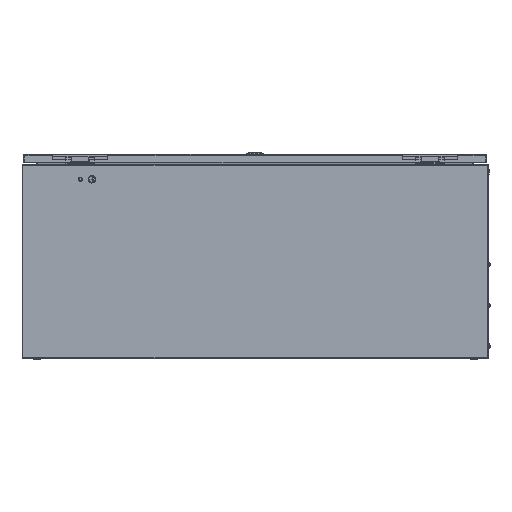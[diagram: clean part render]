
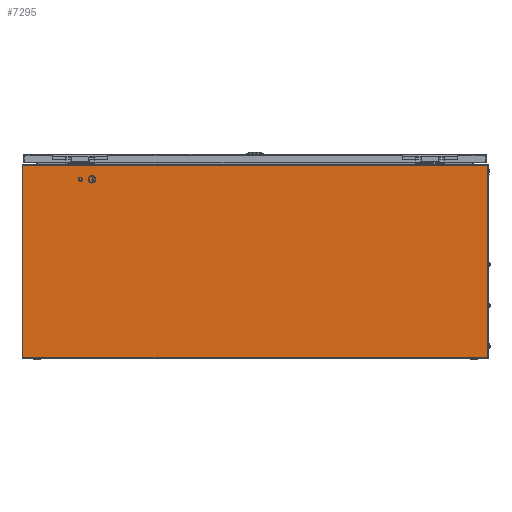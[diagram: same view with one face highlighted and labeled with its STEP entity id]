
A CAD part, left-side view. The second image highlights one B-rep face of the part: STEP entity #7295.
In plain terms, the highlighted planar face has unit normal (-1, 0, 0).
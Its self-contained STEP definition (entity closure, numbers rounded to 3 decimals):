
#2140 = LINE ( 'NONE', #66249, #38509 ) ;
#3466 = DIRECTION ( 'NONE',  ( 0., 0., -1. ) ) ;
#7295 = ADVANCED_FACE ( 'NONE', ( #66550 ), #9348, .F. ) ;
#8365 = ORIENTED_EDGE ( 'NONE', *, *, #62206, .F. ) ;
#9348 = PLANE ( 'NONE',  #49821 ) ;
#10838 = LINE ( 'NONE', #67596, #66590 ) ;
#13852 = EDGE_CURVE ( 'NONE', #90021, #62224, #16046, .T. ) ;
#14700 = ORIENTED_EDGE ( 'NONE', *, *, #47476, .T. ) ;
#16046 = LINE ( 'NONE', #71903, #30386 ) ;
#17117 = DIRECTION ( 'NONE',  ( 0., 0., -1. ) ) ;
#22173 = CARTESIAN_POINT ( 'NONE',  ( 0., 0., 333. ) ) ;
#28330 = VECTOR ( 'NONE', #61091, 1000. ) ;
#30136 = DIRECTION ( 'NONE',  ( 0., -1., 0. ) ) ;
#30386 = VECTOR ( 'NONE', #51316, 1000. ) ;
#30416 = DIRECTION ( 'NONE',  ( 1., 0., 0. ) ) ;
#33090 = CARTESIAN_POINT ( 'NONE',  ( 0., 800., 333. ) ) ;
#35471 = VERTEX_POINT ( 'NONE', #33090 ) ;
#37296 = CARTESIAN_POINT ( 'NONE',  ( 0., 0., 333. ) ) ;
#38509 = VECTOR ( 'NONE', #30136, 1000. ) ;
#47359 = CARTESIAN_POINT ( 'NONE',  ( 0., 800., 333. ) ) ;
#47476 = EDGE_CURVE ( 'NONE', #35471, #90021, #53764, .T. ) ;
#49821 = AXIS2_PLACEMENT_3D ( 'NONE', #37296, #30416, #17117 ) ;
#51316 = DIRECTION ( 'NONE',  ( 0., -1., 0. ) ) ;
#53128 = EDGE_LOOP ( 'NONE', ( #77985, #8365, #69816, #14700 ) ) ;
#53764 = LINE ( 'NONE', #47359, #28330 ) ;
#54234 = CARTESIAN_POINT ( 'NONE',  ( 0., 800., 0. ) ) ;
#61091 = DIRECTION ( 'NONE',  ( 0., 0., -1. ) ) ;
#62206 = EDGE_CURVE ( 'NONE', #69919, #62224, #10838, .T. ) ;
#62224 = VERTEX_POINT ( 'NONE', #66225 ) ;
#66225 = CARTESIAN_POINT ( 'NONE',  ( 0., 0., 0. ) ) ;
#66249 = CARTESIAN_POINT ( 'NONE',  ( 0., 0., 333. ) ) ;
#66550 = FACE_OUTER_BOUND ( 'NONE', #53128, .T. ) ;
#66590 = VECTOR ( 'NONE', #3466, 1000. ) ;
#67596 = CARTESIAN_POINT ( 'NONE',  ( 0., 0., 333. ) ) ;
#69816 = ORIENTED_EDGE ( 'NONE', *, *, #89887, .F. ) ;
#69919 = VERTEX_POINT ( 'NONE', #22173 ) ;
#71903 = CARTESIAN_POINT ( 'NONE',  ( 0., 0., 0. ) ) ;
#77985 = ORIENTED_EDGE ( 'NONE', *, *, #13852, .T. ) ;
#89887 = EDGE_CURVE ( 'NONE', #35471, #69919, #2140, .T. ) ;
#90021 = VERTEX_POINT ( 'NONE', #54234 ) ;
